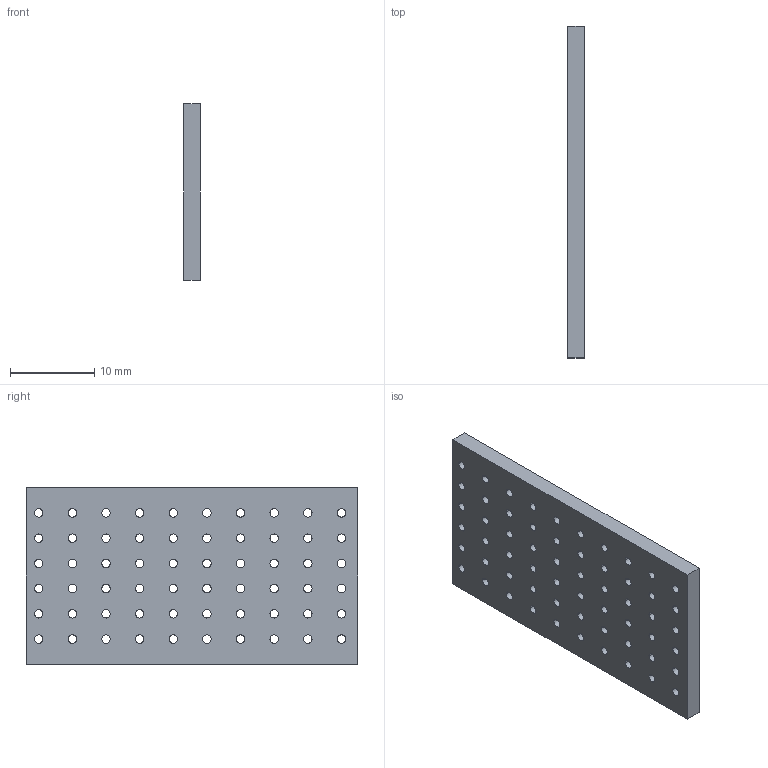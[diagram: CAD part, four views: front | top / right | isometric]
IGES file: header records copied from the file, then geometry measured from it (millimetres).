
Start section:  PTC IGES file: comb_q_g_i_2_copy.igs
Global section: file name: 46Hcomb_q_g_i_2_copy.igs; native system: Pro/ENGINEER by Parametric Technology Corporation; preprocessor: 2004090; author: ghiorso; organization: Unknown; date: 060215.224013; units: millimetre
Bounding box: 2 x 39.45 x 21 mm (x, y, z)
Surface area: 2181.4 mm2 (no closed solid volume)
Topology: 0 solids, 0 shells, 126 faces, 744 edges, 744 vertices
Faces by surface type: revolution 120, bspline 6
